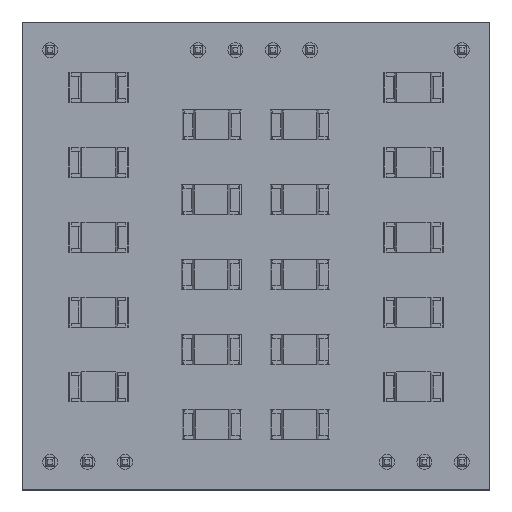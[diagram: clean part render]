
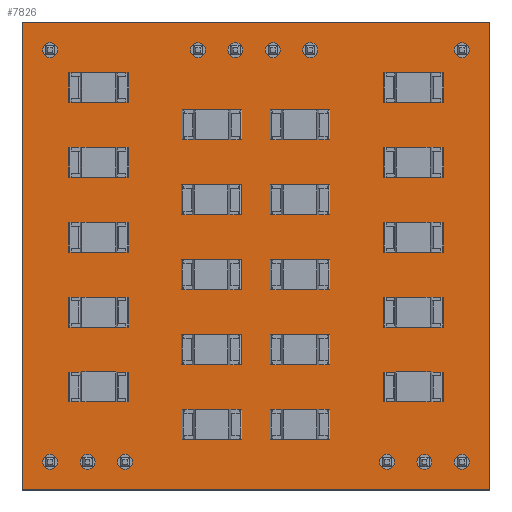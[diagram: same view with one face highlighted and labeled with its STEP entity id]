
A CAD part, top view. The second image highlights one B-rep face of the part: STEP entity #7826.
In plain terms, the highlighted planar face has unit normal (0, 0, 1).
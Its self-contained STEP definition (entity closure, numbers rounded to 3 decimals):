
#7582 = VERTEX_POINT('',#7583);
#7583 = CARTESIAN_POINT('',(24.1,-24.1,1.6));
#7589 = EDGE_CURVE('',#7582,#7590,#7592,.T.);
#7590 = VERTEX_POINT('',#7591);
#7591 = CARTESIAN_POINT('',(-0.9,-24.1,1.6));
#7592 = LINE('',#7593,#7594);
#7593 = CARTESIAN_POINT('',(24.1,-24.1,1.6));
#7594 = VECTOR('',#7595,1.);
#7595 = DIRECTION('',(-1.,0.,0.));
#7622 = VERTEX_POINT('',#7623);
#7623 = CARTESIAN_POINT('',(24.1,0.9,1.6));
#7629 = EDGE_CURVE('',#7622,#7582,#7630,.T.);
#7630 = LINE('',#7631,#7632);
#7631 = CARTESIAN_POINT('',(24.1,0.9,1.6));
#7632 = VECTOR('',#7633,1.);
#7633 = DIRECTION('',(0.,-1.,0.));
#7651 = EDGE_CURVE('',#7590,#7652,#7654,.T.);
#7652 = VERTEX_POINT('',#7653);
#7653 = CARTESIAN_POINT('',(-0.9,0.9,1.6));
#7654 = LINE('',#7655,#7656);
#7655 = CARTESIAN_POINT('',(-0.9,-24.1,1.6));
#7656 = VECTOR('',#7657,1.);
#7657 = DIRECTION('',(0.,1.,0.));
#7826 = ADVANCED_FACE('',(#7827,#7838,#7849,#7860,#7871,#7882,#7893,
    #7904,#7915,#7926,#7937,#7948,#7959),#7970,.T.);
#7827 = FACE_BOUND('',#7828,.T.);
#7828 = EDGE_LOOP('',(#7829,#7830,#7831,#7837));
#7829 = ORIENTED_EDGE('',*,*,#7589,.F.);
#7830 = ORIENTED_EDGE('',*,*,#7629,.F.);
#7831 = ORIENTED_EDGE('',*,*,#7832,.F.);
#7832 = EDGE_CURVE('',#7652,#7622,#7833,.T.);
#7833 = LINE('',#7834,#7835);
#7834 = CARTESIAN_POINT('',(-0.9,0.9,1.6));
#7835 = VECTOR('',#7836,1.);
#7836 = DIRECTION('',(1.,0.,0.));
#7837 = ORIENTED_EDGE('',*,*,#7651,.F.);
#7838 = FACE_BOUND('',#7839,.T.);
#7839 = EDGE_LOOP('',(#7840));
#7840 = ORIENTED_EDGE('',*,*,#7841,.T.);
#7841 = EDGE_CURVE('',#7842,#7842,#7844,.T.);
#7842 = VERTEX_POINT('',#7843);
#7843 = CARTESIAN_POINT('',(0.6,-23.,1.6));
#7844 = CIRCLE('',#7845,0.4);
#7845 = AXIS2_PLACEMENT_3D('',#7846,#7847,#7848);
#7846 = CARTESIAN_POINT('',(0.6,-22.6,1.6));
#7847 = DIRECTION('',(-0.,0.,-1.));
#7848 = DIRECTION('',(-0.,-1.,0.));
#7849 = FACE_BOUND('',#7850,.T.);
#7850 = EDGE_LOOP('',(#7851));
#7851 = ORIENTED_EDGE('',*,*,#7852,.T.);
#7852 = EDGE_CURVE('',#7853,#7853,#7855,.T.);
#7853 = VERTEX_POINT('',#7854);
#7854 = CARTESIAN_POINT('',(2.6,-23.,1.6));
#7855 = CIRCLE('',#7856,0.4);
#7856 = AXIS2_PLACEMENT_3D('',#7857,#7858,#7859);
#7857 = CARTESIAN_POINT('',(2.6,-22.6,1.6));
#7858 = DIRECTION('',(-0.,0.,-1.));
#7859 = DIRECTION('',(-0.,-1.,0.));
#7860 = FACE_BOUND('',#7861,.T.);
#7861 = EDGE_LOOP('',(#7862));
#7862 = ORIENTED_EDGE('',*,*,#7863,.T.);
#7863 = EDGE_CURVE('',#7864,#7864,#7866,.T.);
#7864 = VERTEX_POINT('',#7865);
#7865 = CARTESIAN_POINT('',(4.6,-23.,1.6));
#7866 = CIRCLE('',#7867,0.4);
#7867 = AXIS2_PLACEMENT_3D('',#7868,#7869,#7870);
#7868 = CARTESIAN_POINT('',(4.6,-22.6,1.6));
#7869 = DIRECTION('',(-0.,0.,-1.));
#7870 = DIRECTION('',(-0.,-1.,0.));
#7871 = FACE_BOUND('',#7872,.T.);
#7872 = EDGE_LOOP('',(#7873));
#7873 = ORIENTED_EDGE('',*,*,#7874,.T.);
#7874 = EDGE_CURVE('',#7875,#7875,#7877,.T.);
#7875 = VERTEX_POINT('',#7876);
#7876 = CARTESIAN_POINT('',(18.6,-23.,1.6));
#7877 = CIRCLE('',#7878,0.4);
#7878 = AXIS2_PLACEMENT_3D('',#7879,#7880,#7881);
#7879 = CARTESIAN_POINT('',(18.6,-22.6,1.6));
#7880 = DIRECTION('',(-0.,0.,-1.));
#7881 = DIRECTION('',(-0.,-1.,0.));
#7882 = FACE_BOUND('',#7883,.T.);
#7883 = EDGE_LOOP('',(#7884));
#7884 = ORIENTED_EDGE('',*,*,#7885,.T.);
#7885 = EDGE_CURVE('',#7886,#7886,#7888,.T.);
#7886 = VERTEX_POINT('',#7887);
#7887 = CARTESIAN_POINT('',(20.6,-23.,1.6));
#7888 = CIRCLE('',#7889,0.4);
#7889 = AXIS2_PLACEMENT_3D('',#7890,#7891,#7892);
#7890 = CARTESIAN_POINT('',(20.6,-22.6,1.6));
#7891 = DIRECTION('',(-0.,0.,-1.));
#7892 = DIRECTION('',(-0.,-1.,0.));
#7893 = FACE_BOUND('',#7894,.T.);
#7894 = EDGE_LOOP('',(#7895));
#7895 = ORIENTED_EDGE('',*,*,#7896,.T.);
#7896 = EDGE_CURVE('',#7897,#7897,#7899,.T.);
#7897 = VERTEX_POINT('',#7898);
#7898 = CARTESIAN_POINT('',(22.6,-23.,1.6));
#7899 = CIRCLE('',#7900,0.4);
#7900 = AXIS2_PLACEMENT_3D('',#7901,#7902,#7903);
#7901 = CARTESIAN_POINT('',(22.6,-22.6,1.6));
#7902 = DIRECTION('',(-0.,0.,-1.));
#7903 = DIRECTION('',(-0.,-1.,0.));
#7904 = FACE_BOUND('',#7905,.T.);
#7905 = EDGE_LOOP('',(#7906));
#7906 = ORIENTED_EDGE('',*,*,#7907,.T.);
#7907 = EDGE_CURVE('',#7908,#7908,#7910,.T.);
#7908 = VERTEX_POINT('',#7909);
#7909 = CARTESIAN_POINT('',(0.6,-1.,1.6));
#7910 = CIRCLE('',#7911,0.4);
#7911 = AXIS2_PLACEMENT_3D('',#7912,#7913,#7914);
#7912 = CARTESIAN_POINT('',(0.6,-0.6,1.6));
#7913 = DIRECTION('',(-0.,0.,-1.));
#7914 = DIRECTION('',(0.,-1.,-0.));
#7915 = FACE_BOUND('',#7916,.T.);
#7916 = EDGE_LOOP('',(#7917));
#7917 = ORIENTED_EDGE('',*,*,#7918,.T.);
#7918 = EDGE_CURVE('',#7919,#7919,#7921,.T.);
#7919 = VERTEX_POINT('',#7920);
#7920 = CARTESIAN_POINT('',(8.5,-1.,1.6));
#7921 = CIRCLE('',#7922,0.4);
#7922 = AXIS2_PLACEMENT_3D('',#7923,#7924,#7925);
#7923 = CARTESIAN_POINT('',(8.5,-0.6,1.6));
#7924 = DIRECTION('',(-0.,0.,-1.));
#7925 = DIRECTION('',(-0.,-1.,0.));
#7926 = FACE_BOUND('',#7927,.T.);
#7927 = EDGE_LOOP('',(#7928));
#7928 = ORIENTED_EDGE('',*,*,#7929,.T.);
#7929 = EDGE_CURVE('',#7930,#7930,#7932,.T.);
#7930 = VERTEX_POINT('',#7931);
#7931 = CARTESIAN_POINT('',(10.5,-1.,1.6));
#7932 = CIRCLE('',#7933,0.4);
#7933 = AXIS2_PLACEMENT_3D('',#7934,#7935,#7936);
#7934 = CARTESIAN_POINT('',(10.5,-0.6,1.6));
#7935 = DIRECTION('',(-0.,0.,-1.));
#7936 = DIRECTION('',(0.,-1.,0.));
#7937 = FACE_BOUND('',#7938,.T.);
#7938 = EDGE_LOOP('',(#7939));
#7939 = ORIENTED_EDGE('',*,*,#7940,.T.);
#7940 = EDGE_CURVE('',#7941,#7941,#7943,.T.);
#7941 = VERTEX_POINT('',#7942);
#7942 = CARTESIAN_POINT('',(12.5,-1.,1.6));
#7943 = CIRCLE('',#7944,0.4);
#7944 = AXIS2_PLACEMENT_3D('',#7945,#7946,#7947);
#7945 = CARTESIAN_POINT('',(12.5,-0.6,1.6));
#7946 = DIRECTION('',(-0.,0.,-1.));
#7947 = DIRECTION('',(-0.,-1.,0.));
#7948 = FACE_BOUND('',#7949,.T.);
#7949 = EDGE_LOOP('',(#7950));
#7950 = ORIENTED_EDGE('',*,*,#7951,.T.);
#7951 = EDGE_CURVE('',#7952,#7952,#7954,.T.);
#7952 = VERTEX_POINT('',#7953);
#7953 = CARTESIAN_POINT('',(14.5,-1.,1.6));
#7954 = CIRCLE('',#7955,0.4);
#7955 = AXIS2_PLACEMENT_3D('',#7956,#7957,#7958);
#7956 = CARTESIAN_POINT('',(14.5,-0.6,1.6));
#7957 = DIRECTION('',(-0.,0.,-1.));
#7958 = DIRECTION('',(-0.,-1.,0.));
#7959 = FACE_BOUND('',#7960,.T.);
#7960 = EDGE_LOOP('',(#7961));
#7961 = ORIENTED_EDGE('',*,*,#7962,.T.);
#7962 = EDGE_CURVE('',#7963,#7963,#7965,.T.);
#7963 = VERTEX_POINT('',#7964);
#7964 = CARTESIAN_POINT('',(22.6,-1.,1.6));
#7965 = CIRCLE('',#7966,0.4);
#7966 = AXIS2_PLACEMENT_3D('',#7967,#7968,#7969);
#7967 = CARTESIAN_POINT('',(22.6,-0.6,1.6));
#7968 = DIRECTION('',(-0.,0.,-1.));
#7969 = DIRECTION('',(-0.,-1.,0.));
#7970 = PLANE('',#7971);
#7971 = AXIS2_PLACEMENT_3D('',#7972,#7973,#7974);
#7972 = CARTESIAN_POINT('',(0.,0.,1.6));
#7973 = DIRECTION('',(0.,0.,1.));
#7974 = DIRECTION('',(1.,0.,-0.));
